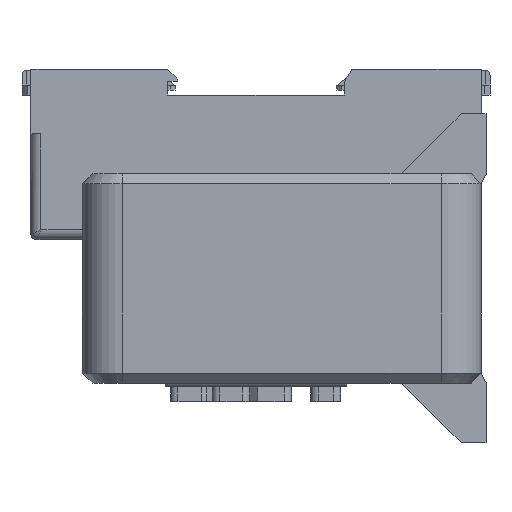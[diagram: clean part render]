
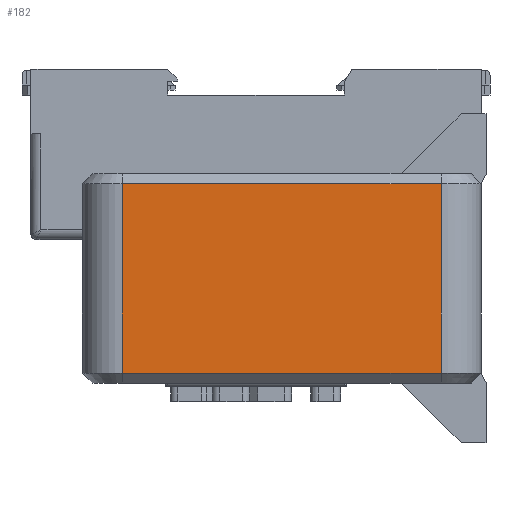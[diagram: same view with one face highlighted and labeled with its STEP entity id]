
A CAD part, left-side view. The second image highlights one B-rep face of the part: STEP entity #182.
In plain terms, the highlighted planar face has unit normal (-1, 0, 0).
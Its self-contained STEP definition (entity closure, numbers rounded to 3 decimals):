
#182 = ADVANCED_FACE ( 'NONE', ( #5783 ), #5055, .F. ) ;
#286 = AXIS2_PLACEMENT_3D ( 'NONE', #11979, #15170, #7673 ) ;
#709 = ORIENTED_EDGE ( 'NONE', *, *, #10313, .T. ) ;
#1747 = VERTEX_POINT ( 'NONE', #15171 ) ;
#2387 = VERTEX_POINT ( 'NONE', #11492 ) ;
#3250 = CARTESIAN_POINT ( 'NONE',  ( -96.5, -32., 19. ) ) ;
#3416 = VECTOR ( 'NONE', #7578, 1000. ) ;
#4874 = ORIENTED_EDGE ( 'NONE', *, *, #10591, .T. ) ;
#5048 = DIRECTION ( 'NONE',  ( 0., 1., 0. ) ) ;
#5055 = PLANE ( 'NONE',  #286 ) ;
#5114 = CARTESIAN_POINT ( 'NONE',  ( -96.5, 32., 19. ) ) ;
#5783 = FACE_OUTER_BOUND ( 'NONE', #14896, .T. ) ;
#6454 = LINE ( 'NONE', #5114, #7297 ) ;
#6731 = CARTESIAN_POINT ( 'NONE',  ( -96.5, -32., -19. ) ) ;
#7102 = VECTOR ( 'NONE', #7881, 1000. ) ;
#7297 = VECTOR ( 'NONE', #5048, 1000. ) ;
#7402 = CARTESIAN_POINT ( 'NONE',  ( -96.5, -32., 21. ) ) ;
#7427 = DIRECTION ( 'NONE',  ( 0., 0., 1. ) ) ;
#7578 = DIRECTION ( 'NONE',  ( 0., -1., 0. ) ) ;
#7670 = CARTESIAN_POINT ( 'NONE',  ( -96.5, 40., -19. ) ) ;
#7673 = DIRECTION ( 'NONE',  ( 0., 1., 0. ) ) ;
#7881 = DIRECTION ( 'NONE',  ( 0., 0., -1. ) ) ;
#8206 = CARTESIAN_POINT ( 'NONE',  ( -96.5, 32., 21. ) ) ;
#10262 = EDGE_CURVE ( 'NONE', #1747, #2387, #13820, .T. ) ;
#10291 = EDGE_CURVE ( 'NONE', #2387, #10417, #14212, .T. ) ;
#10313 = EDGE_CURVE ( 'NONE', #10417, #14095, #10554, .T. ) ;
#10417 = VERTEX_POINT ( 'NONE', #6731 ) ;
#10554 = LINE ( 'NONE', #7402, #13447 ) ;
#10591 = EDGE_CURVE ( 'NONE', #14095, #1747, #6454, .T. ) ;
#11492 = CARTESIAN_POINT ( 'NONE',  ( -96.5, 32., -19. ) ) ;
#11979 = CARTESIAN_POINT ( 'NONE',  ( -96.5, 40., 21. ) ) ;
#12701 = ORIENTED_EDGE ( 'NONE', *, *, #10262, .T. ) ;
#13447 = VECTOR ( 'NONE', #7427, 1000. ) ;
#13820 = LINE ( 'NONE', #8206, #7102 ) ;
#14095 = VERTEX_POINT ( 'NONE', #3250 ) ;
#14212 = LINE ( 'NONE', #7670, #3416 ) ;
#14896 = EDGE_LOOP ( 'NONE', ( #12701, #15297, #709, #4874 ) ) ;
#15170 = DIRECTION ( 'NONE',  ( 1., 0., 0. ) ) ;
#15171 = CARTESIAN_POINT ( 'NONE',  ( -96.5, 32., 19. ) ) ;
#15297 = ORIENTED_EDGE ( 'NONE', *, *, #10291, .T. ) ;
